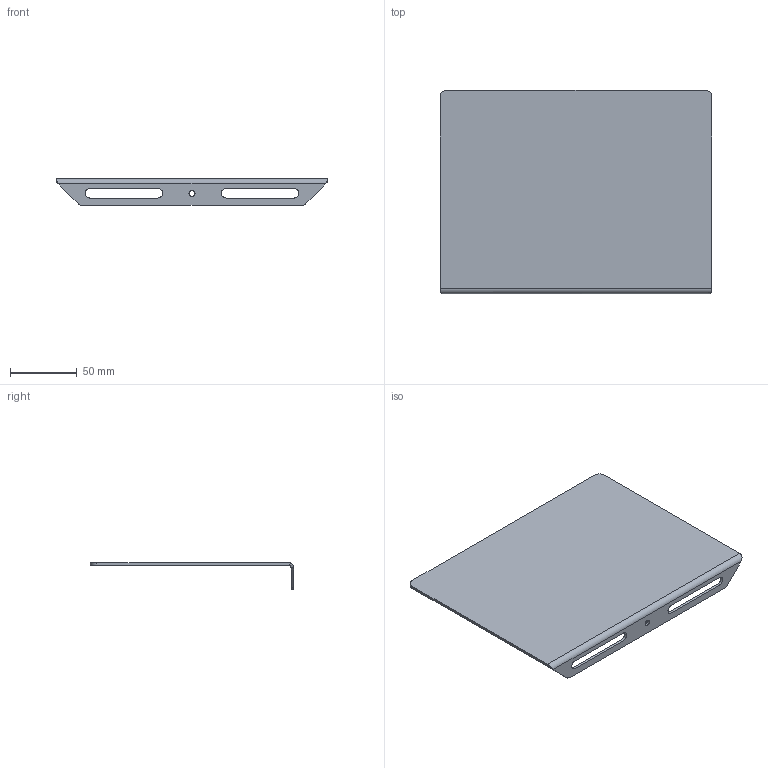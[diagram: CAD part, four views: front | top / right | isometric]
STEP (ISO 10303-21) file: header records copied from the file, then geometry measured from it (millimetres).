
FILE_DESCRIPTION (( 'STEP AP203' ), '1' );
FILE_NAME ('13.1.4.10_GZF-PDH152A_平面防护挡板，203mmx152mm.STEP', '2022-11-01T02:42:46', ( '' ), ( '' ), 'SwSTEP 2.0', 'SolidWorks 2021', '' );
FILE_SCHEMA (( 'CONFIG_CONTROL_DESIGN' ));
Length unit declared in the file: millimetre
Products named in the file (1): 13.1.4.10_GZF-PDH152A_平面防护挡板，203mmx152mm
Bounding box: 203 x 152 x 20 mm (x, y, z)
Volume: 66219.8 mm3; surface area: 68176.7 mm2
Topology: 1 solids, 1 shells, 28 faces, 74 edges, 48 vertices
Faces by surface type: plane 14, cylinder 12, bspline 2
Entity records: 1005 total; most frequent: CARTESIAN_POINT 223, ORIENTED_EDGE 148, DIRECTION 146, EDGE_CURVE 74, AXIS2_PLACEMENT_3D 51, VERTEX_POINT 48, LINE 44, VECTOR 44
